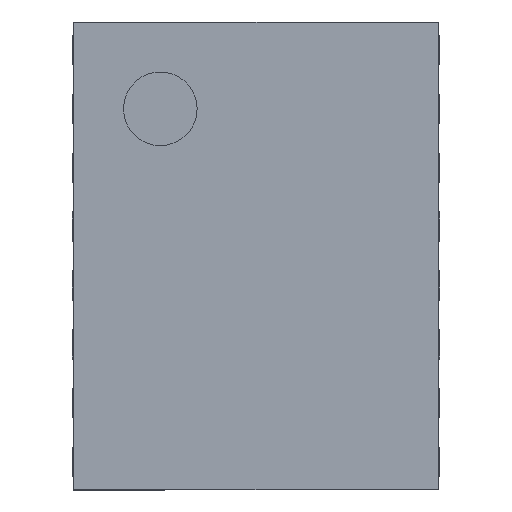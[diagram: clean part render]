
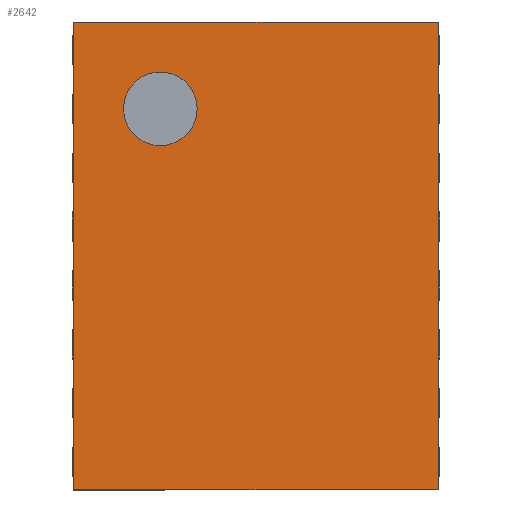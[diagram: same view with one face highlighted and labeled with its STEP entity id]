
A CAD part, top view. The second image highlights one B-rep face of the part: STEP entity #2642.
In plain terms, the highlighted planar face has unit normal (0, 0, 1).
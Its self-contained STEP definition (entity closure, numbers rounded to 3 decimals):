
#731 = VERTEX_POINT('',#732);
#732 = CARTESIAN_POINT('',(-1.59,1.24,0.52));
#738 = EDGE_CURVE('',#731,#739,#741,.T.);
#739 = VERTEX_POINT('',#740);
#740 = CARTESIAN_POINT('',(1.59,1.24,0.52));
#741 = LINE('',#742,#743);
#742 = CARTESIAN_POINT('',(-1.59,1.24,0.52));
#743 = VECTOR('',#744,1.);
#744 = DIRECTION('',(1.,0.,0.));
#943 = VERTEX_POINT('',#944);
#944 = CARTESIAN_POINT('',(-1.59,-1.24,0.52));
#952 = EDGE_CURVE('',#943,#731,#953,.T.);
#953 = LINE('',#954,#955);
#954 = CARTESIAN_POINT('',(-1.59,-1.24,0.52));
#955 = VECTOR('',#956,1.);
#956 = DIRECTION('',(0.,1.,0.));
#1008 = EDGE_CURVE('',#943,#1009,#1011,.T.);
#1009 = VERTEX_POINT('',#1010);
#1010 = CARTESIAN_POINT('',(1.59,-1.24,0.52));
#1011 = LINE('',#1012,#1013);
#1012 = CARTESIAN_POINT('',(-1.59,-1.24,0.52));
#1013 = VECTOR('',#1014,1.);
#1014 = DIRECTION('',(1.,0.,0.));
#2632 = EDGE_CURVE('',#1009,#739,#2633,.T.);
#2633 = LINE('',#2634,#2635);
#2634 = CARTESIAN_POINT('',(1.59,-1.24,0.52));
#2635 = VECTOR('',#2636,1.);
#2636 = DIRECTION('',(0.,1.,0.));
#2642 = ADVANCED_FACE('',(#2643,#2649),#2660,.T.);
#2643 = FACE_BOUND('',#2644,.T.);
#2644 = EDGE_LOOP('',(#2645,#2646,#2647,#2648));
#2645 = ORIENTED_EDGE('',*,*,#952,.F.);
#2646 = ORIENTED_EDGE('',*,*,#1008,.T.);
#2647 = ORIENTED_EDGE('',*,*,#2632,.T.);
#2648 = ORIENTED_EDGE('',*,*,#738,.F.);
#2649 = FACE_BOUND('',#2650,.T.);
#2650 = EDGE_LOOP('',(#2651));
#2651 = ORIENTED_EDGE('',*,*,#2652,.T.);
#2652 = EDGE_CURVE('',#2653,#2653,#2655,.T.);
#2653 = VERTEX_POINT('',#2654);
#2654 = CARTESIAN_POINT('',(-0.75,-0.65,0.52));
#2655 = CIRCLE('',#2656,0.25);
#2656 = AXIS2_PLACEMENT_3D('',#2657,#2658,#2659);
#2657 = CARTESIAN_POINT('',(-1.,-0.65,0.52));
#2658 = DIRECTION('',(0.,0.,-1.));
#2659 = DIRECTION('',(1.,0.,0.));
#2660 = PLANE('',#2661);
#2661 = AXIS2_PLACEMENT_3D('',#2662,#2663,#2664);
#2662 = CARTESIAN_POINT('',(-1.59,-1.24,0.52));
#2663 = DIRECTION('',(0.,0.,1.));
#2664 = DIRECTION('',(1.,0.,0.));
